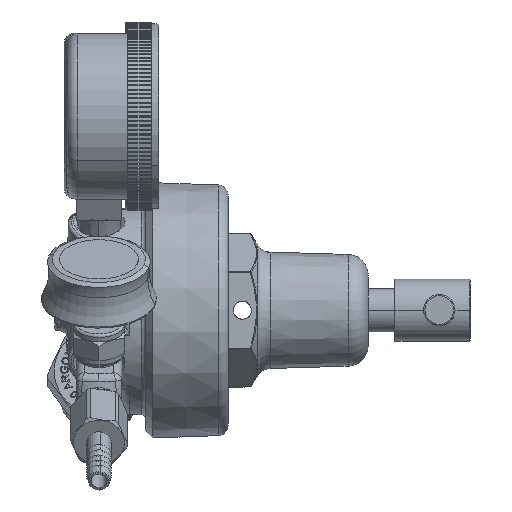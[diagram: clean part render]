
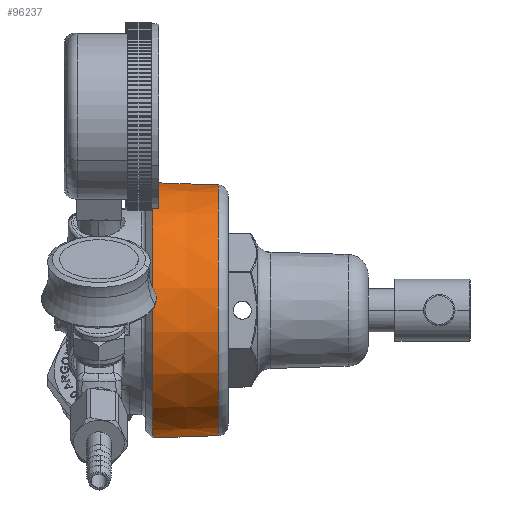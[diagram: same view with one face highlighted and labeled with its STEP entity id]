
A CAD part, top view. The second image highlights one B-rep face of the part: STEP entity #96237.
In plain terms, the highlighted conical face has half-angle 2 degrees and reference radius 38.767 mm.
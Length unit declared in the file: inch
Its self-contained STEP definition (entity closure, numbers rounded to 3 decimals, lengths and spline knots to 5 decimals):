
#92783=DIRECTION('',(0.,-0.035,0.999));
#92784=VECTOR('',#92783,0.79481);
#92785=CARTESIAN_POINT('',(0.,1.53986,
-0.90147));
#92786=LINE('',#92785,#92784);
#92797=DIRECTION('',(0.,0.035,0.999));
#92798=VECTOR('',#92797,0.79432);
#92799=CARTESIAN_POINT('',(0.,-1.54036,
-0.90097));
#92800=LINE('',#92799,#92798);
#92801=CARTESIAN_POINT('',(0.,-0.00026,-0.90106));
#92802=DIRECTION('',(0.,0.,1.));
#92803=DIRECTION('',(-1.,0.,0.));
#92804=AXIS2_PLACEMENT_3D('',#92801,#92802,#92803);
#92806=CARTESIAN_POINT('',(0.,-0.00026,-0.90138));
#92807=DIRECTION('',(0.,0.,1.));
#92808=DIRECTION('',(0.,1.,0.));
#92809=AXIS2_PLACEMENT_3D('',#92806,#92807,#92808);
#94651=CARTESIAN_POINT('',(0.,-0.00026,-0.10714));
#94652=DIRECTION('',(0.,0.,1.));
#94653=DIRECTION('',(0.,1.,0.));
#94654=AXIS2_PLACEMENT_3D('',#94651,#94652,#94653);
#94726=CARTESIAN_POINT('',(-1.54011,0.,
-0.90122));
#94728=VERTEX_POINT('',#94726);
#94787=CARTESIAN_POINT('',(0.,-1.51263,-0.10714));
#94789=VERTEX_POINT('',#94787);
#94888=CARTESIAN_POINT('',(0.,1.53986,-0.90138));
#94890=VERTEX_POINT('',#94888);
#94991=CARTESIAN_POINT('',(0.,1.51212,-0.10714));
#94992=VERTEX_POINT('',#94991);
#94993=CARTESIAN_POINT('',(0.,-1.54036,-0.90106));
#94994=VERTEX_POINT('',#94993);
#96222=CARTESIAN_POINT('',(0.,-0.00026,-0.5043));
#96223=DIRECTION('',(0.,0.,-1.));
#96224=DIRECTION('',(0.,1.,0.));
#96225=AXIS2_PLACEMENT_3D('',#96222,#96223,#96224);
#96226=CONICAL_SURFACE('',#96225,1.52625,2.);
#96227=ORIENTED_EDGE('',*,*,#96217,.F.);
#96229=ORIENTED_EDGE('',*,*,#96228,.F.);
#96231=ORIENTED_EDGE('',*,*,#96230,.F.);
#96232=ORIENTED_EDGE('',*,*,#96211,.T.);
#96234=ORIENTED_EDGE('',*,*,#96233,.T.);
#96235=EDGE_LOOP('',(#96227,#96229,#96231,#96232,#96234));
#96236=FACE_OUTER_BOUND('',#96235,.F.);
#96237=ADVANCED_FACE('',(#96236),#96226,.T.);
#92805=CIRCLE('',#92804,1.5401);
#92810=CIRCLE('',#92809,1.54011);
#94655=CIRCLE('',#94654,1.51238);
#96211=EDGE_CURVE('',#94890,#94992,#92786,.T.);
#96217=EDGE_CURVE('',#94994,#94789,#92800,.T.);
#96228=EDGE_CURVE('',#94728,#94994,#92805,.T.);
#96230=EDGE_CURVE('',#94890,#94728,#92810,.T.);
#96233=EDGE_CURVE('',#94992,#94789,#94655,.T.);
